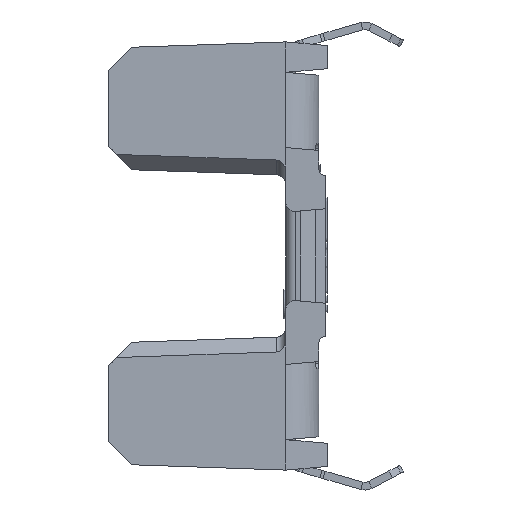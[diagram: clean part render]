
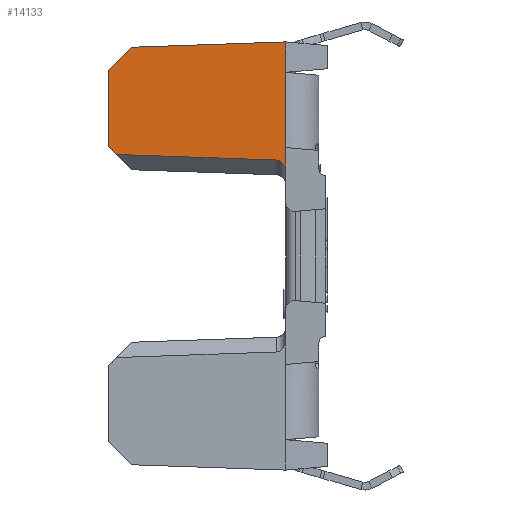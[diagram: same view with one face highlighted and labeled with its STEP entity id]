
A CAD part, left-side view. The second image highlights one B-rep face of the part: STEP entity #14133.
In plain terms, the highlighted planar face has unit normal (-1, 0.009, 0).
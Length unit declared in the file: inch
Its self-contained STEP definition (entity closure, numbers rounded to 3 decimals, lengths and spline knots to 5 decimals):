
#448=ELLIPSE('',#15137,0.02742,0.01969);
#1067=FACE_OUTER_BOUND('',#1834,.T.);
#1834=EDGE_LOOP('',(#11224,#11225,#11226,#11227,#11228,#11229,#11230,#11231,
#11232));
#3373=LINE('',#23258,#4794);
#3415=LINE('',#23368,#4836);
#3425=LINE('',#23391,#4846);
#3427=LINE('',#23395,#4848);
#3428=LINE('',#23397,#4849);
#3429=LINE('',#23399,#4850);
#3430=LINE('',#23401,#4851);
#3431=LINE('',#23402,#4852);
#4794=VECTOR('',#17981,39.37008);
#4836=VECTOR('',#18075,39.37008);
#4846=VECTOR('',#18099,39.37008);
#4848=VECTOR('',#18103,39.37008);
#4849=VECTOR('',#18104,39.37008);
#4850=VECTOR('',#18107,39.37008);
#4851=VECTOR('',#18108,39.37008);
#4852=VECTOR('',#18109,39.37008);
#5837=VERTEX_POINT('',#21829);
#6123=VERTEX_POINT('',#23255);
#6124=VERTEX_POINT('',#23257);
#6156=VERTEX_POINT('',#23367);
#6161=VERTEX_POINT('',#23388);
#6162=VERTEX_POINT('',#23390);
#6163=VERTEX_POINT('',#23394);
#6164=VERTEX_POINT('',#23396);
#6165=VERTEX_POINT('',#23400);
#7865=EDGE_CURVE('',#6123,#6124,#3373,.T.);
#7918=EDGE_CURVE('',#6156,#6123,#3415,.T.);
#7931=EDGE_CURVE('',#6162,#6161,#3425,.T.);
#7933=EDGE_CURVE('',#6161,#6163,#3427,.T.);
#7934=EDGE_CURVE('',#6163,#6164,#3428,.T.);
#7935=EDGE_CURVE('',#6164,#5837,#448,.T.);
#7936=EDGE_CURVE('',#5837,#6124,#3429,.T.);
#7937=EDGE_CURVE('',#6156,#6165,#3430,.T.);
#7938=EDGE_CURVE('',#6165,#6162,#3431,.T.);
#11224=ORIENTED_EDGE('',*,*,#7933,.T.);
#11225=ORIENTED_EDGE('',*,*,#7934,.T.);
#11226=ORIENTED_EDGE('',*,*,#7935,.T.);
#11227=ORIENTED_EDGE('',*,*,#7936,.T.);
#11228=ORIENTED_EDGE('',*,*,#7865,.F.);
#11229=ORIENTED_EDGE('',*,*,#7918,.F.);
#11230=ORIENTED_EDGE('',*,*,#7937,.T.);
#11231=ORIENTED_EDGE('',*,*,#7938,.T.);
#11232=ORIENTED_EDGE('',*,*,#7931,.T.);
#12694=PLANE('',#15136);
#14133=ADVANCED_FACE('',(#1067),#12694,.T.);
#15136=AXIS2_PLACEMENT_3D('',#23393,#18101,#18102);
#15137=AXIS2_PLACEMENT_3D('',#23398,#18105,#18106);
#17981=DIRECTION('',(0.,0.,-1.));
#18075=DIRECTION('',(0.,0.,-1.));
#18099=DIRECTION('',(0.,0.,-1.));
#18101=DIRECTION('center_axis',(-1.,0.009,
0.));
#18102=DIRECTION('ref_axis',(0.009,1.,0.));
#18103=DIRECTION('',(-0.006,-0.707,-0.707));
#18104=DIRECTION('',(-0.009,-0.999,-0.035));
#18105=DIRECTION('center_axis',(1.,-0.009,
0.));
#18106=DIRECTION('ref_axis',(0.,0.009,-1.));
#18107=DIRECTION('',(0.,0.,1.));
#18108=DIRECTION('',(0.009,0.999,-0.035));
#18109=DIRECTION('',(0.006,0.707,-0.707));
#21829=CARTESIAN_POINT('',(-0.18898,0.01969,0.34651));
#23255=CARTESIAN_POINT('',(-0.18898,0.01969,0.55514));
#23257=CARTESIAN_POINT('',(-0.18898,0.01969,0.39963));
#23258=CARTESIAN_POINT('',(-0.18898,0.01969,0.61813));
#23367=CARTESIAN_POINT('',(-0.18898,0.01969,0.61813));
#23368=CARTESIAN_POINT('',(-0.18898,0.01969,0.61813));
#23388=CARTESIAN_POINT('',(-0.18578,0.38583,0.4016));
#23390=CARTESIAN_POINT('',(-0.18578,0.38583,0.55908));
#23391=CARTESIAN_POINT('',(-0.18578,0.38583,0.61813));
#23393=CARTESIAN_POINT('Origin',(-0.18898,0.01969,
0.61813));
#23394=CARTESIAN_POINT('',(-0.18592,0.36954,0.38531));
#23395=CARTESIAN_POINT('',(-0.18643,0.31101,0.32678));
#23396=CARTESIAN_POINT('',(-0.18881,0.03876,0.37376));
#23397=CARTESIAN_POINT('',(-0.1889,0.02823,0.37339));
#23398=CARTESIAN_POINT('Origin',(-0.1888,0.03937,
0.34634));
#23399=CARTESIAN_POINT('',(-0.18898,0.01969,0.34254));
#23400=CARTESIAN_POINT('',(-0.1862,0.33788,0.60702));
#23401=CARTESIAN_POINT('',(-0.18898,0.01969,0.61813));
#23402=CARTESIAN_POINT('',(-0.18764,0.17322,0.77168));
